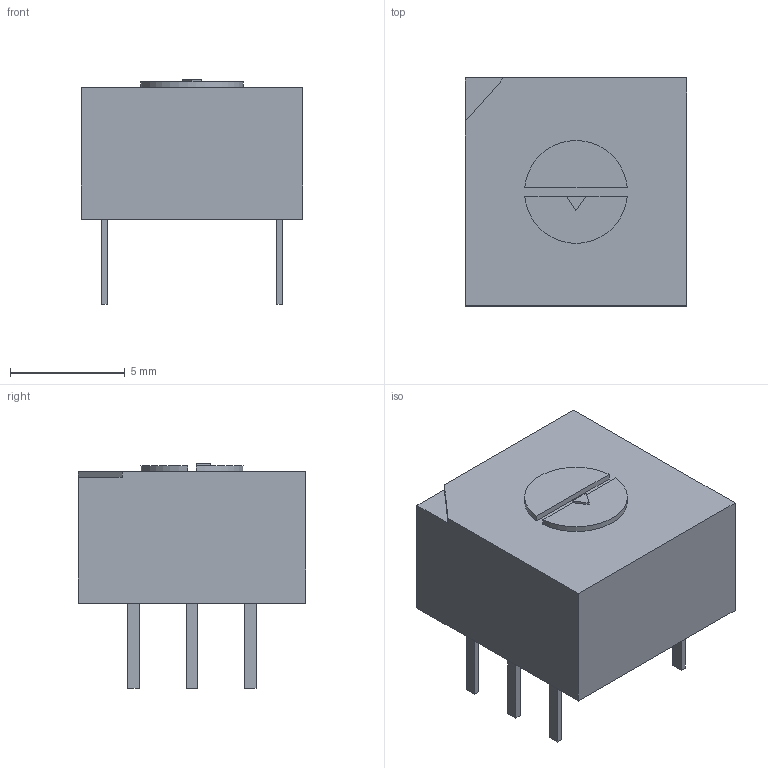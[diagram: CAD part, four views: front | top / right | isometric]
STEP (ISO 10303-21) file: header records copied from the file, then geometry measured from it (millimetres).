
FILE_DESCRIPTION(/* description */ (''),/* implementation_level */ '2;1');
FILE_NAME(/* name */ '94HAB16_3DModel v2.step',/* time_stamp */ '2020-08-13T17:38:16-04:00',/* author */ (''),/* organization */ (''),/* preprocessor_version */ 'ST-DEVELOPER v18.1',/* originating_system */ 'Autodesk Translation Framework v9.3.0.1241',/* authorisation */ '');
FILE_SCHEMA (('AUTOMOTIVE_DESIGN { 1 0 10303 214 3 1 1 }'));
Length unit declared in the file: millimetre
Products named in the file (1): 94HAB16_3DModel
Bounding box: 9.65 x 9.91 x 9.78 mm (x, y, z)
Volume: 553.1 mm3; surface area: 456 mm2
Topology: 7 solids, 7 shells, 53 faces, 111 edges, 74 vertices
Faces by surface type: plane 51, cylinder 2
Entity records: 1423 total; most frequent: CARTESIAN_POINT 239, DIRECTION 223, ORIENTED_EDGE 222, EDGE_CURVE 111, LINE 107, VECTOR 107, VERTEX_POINT 74, AXIS2_PLACEMENT_3D 58
